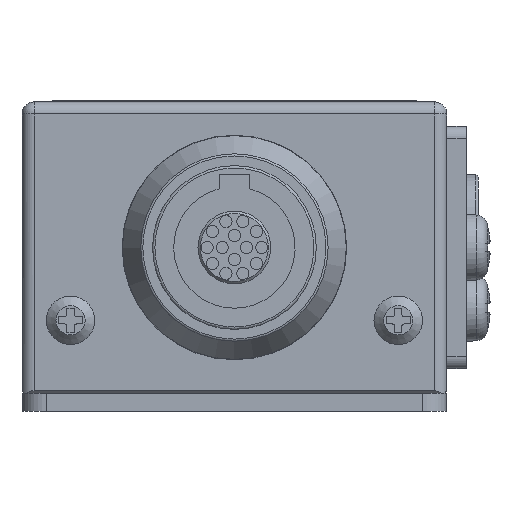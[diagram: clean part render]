
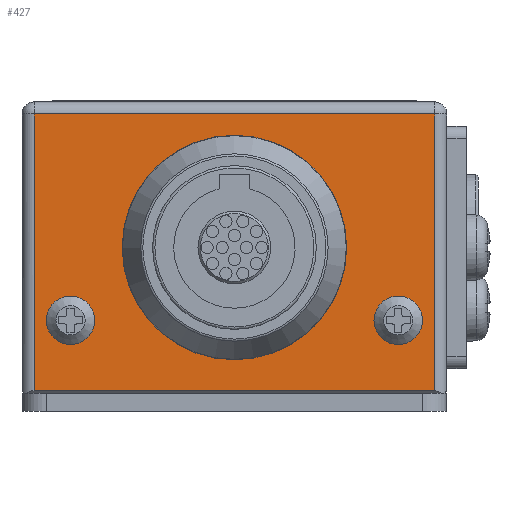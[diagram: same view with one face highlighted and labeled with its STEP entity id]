
A CAD part, left-side view. The second image highlights one B-rep face of the part: STEP entity #427.
In plain terms, the highlighted planar face has unit normal (-1, 0, 0).
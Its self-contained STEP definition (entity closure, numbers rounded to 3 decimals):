
#427 = ADVANCED_FACE( '', ( #1148, #1149, #1150, #1151 ), #1152, .F. );
#1148 = FACE_OUTER_BOUND( '', #2269, .T. );
#1149 = FACE_BOUND( '', #2270, .T. );
#1150 = FACE_BOUND( '', #2271, .T. );
#1151 = FACE_BOUND( '', #2272, .T. );
#1152 = PLANE( '', #2273 );
#2269 = EDGE_LOOP( '', ( #3562, #3563, #3564, #3565 ) );
#2270 = EDGE_LOOP( '', ( #3566 ) );
#2271 = EDGE_LOOP( '', ( #3567 ) );
#2272 = EDGE_LOOP( '', ( #3568 ) );
#2273 = AXIS2_PLACEMENT_3D( '', #3569, #3570, #3571 );
#3562 = ORIENTED_EDGE( '', *, *, #5909, .T. );
#3563 = ORIENTED_EDGE( '', *, *, #6076, .T. );
#3564 = ORIENTED_EDGE( '', *, *, #6077, .T. );
#3565 = ORIENTED_EDGE( '', *, *, #6078, .T. );
#3566 = ORIENTED_EDGE( '', *, *, #6079, .T. );
#3567 = ORIENTED_EDGE( '', *, *, #6080, .F. );
#3568 = ORIENTED_EDGE( '', *, *, #6081, .F. );
#3569 = CARTESIAN_POINT( '', ( -46., -17.5, -24. ) );
#3570 = DIRECTION( '', ( 1., 0., 0. ) );
#3571 = DIRECTION( '', ( 0., -1., 0. ) );
#5909 = EDGE_CURVE( '', #6924, #6922, #6925, .T. );
#6076 = EDGE_CURVE( '', #6922, #7214, #7215, .F. );
#6077 = EDGE_CURVE( '', #7214, #7216, #7217, .T. );
#6078 = EDGE_CURVE( '', #7216, #6924, #7218, .T. );
#6079 = EDGE_CURVE( '', #7219, #7219, #7220, .T. );
#6080 = EDGE_CURVE( '', #7221, #7221, #7222, .T. );
#6081 = EDGE_CURVE( '', #7223, #7223, #7224, .F. );
#6922 = VERTEX_POINT( '', #8413 );
#6924 = VERTEX_POINT( '', #8415 );
#6925 = LINE( '', #8416, #8417 );
#7214 = VERTEX_POINT( '', #8796 );
#7215 = LINE( '', #8797, #8798 );
#7216 = VERTEX_POINT( '', #8799 );
#7217 = LINE( '', #8800, #8801 );
#7218 = LINE( '', #8802, #8803 );
#7219 = VERTEX_POINT( '', #8804 );
#7220 = CIRCLE( '', #8805, 2. );
#7221 = VERTEX_POINT( '', #8806 );
#7222 = CIRCLE( '', #8807, 2. );
#7223 = VERTEX_POINT( '', #8808 );
#7224 = CIRCLE( '', #8809, 9.25 );
#8413 = CARTESIAN_POINT( '', ( -46., 16.5, -1. ) );
#8415 = CARTESIAN_POINT( '', ( -46., -16.5, -1. ) );
#8416 = CARTESIAN_POINT( '', ( -46., -17.5, -1. ) );
#8417 = VECTOR( '', #10353, 1000. );
#8796 = CARTESIAN_POINT( '', ( -46., 16.5, -23.8 ) );
#8797 = CARTESIAN_POINT( '', ( -46., 16.5, -24. ) );
#8798 = VECTOR( '', #10602, 1000. );
#8799 = CARTESIAN_POINT( '', ( -46., -16.5, -23.8 ) );
#8800 = CARTESIAN_POINT( '', ( -46., -17.5, -23.8 ) );
#8801 = VECTOR( '', #10603, 1000. );
#8802 = CARTESIAN_POINT( '', ( -46., -16.5, -24. ) );
#8803 = VECTOR( '', #10604, 1000. );
#8804 = CARTESIAN_POINT( '', ( -46., 13.5, -20. ) );
#8805 = AXIS2_PLACEMENT_3D( '', #10605, #10606, #10607 );
#8806 = CARTESIAN_POINT( '', ( -46., -13.5, -20. ) );
#8807 = AXIS2_PLACEMENT_3D( '', #10608, #10609, #10610 );
#8808 = CARTESIAN_POINT( '', ( -46., 0., -21.25 ) );
#8809 = AXIS2_PLACEMENT_3D( '', #10611, #10612, #10613 );
#10353 = DIRECTION( '', ( 0., 1., 0. ) );
#10602 = DIRECTION( '', ( 0., 0., 1. ) );
#10603 = DIRECTION( '', ( 0., -1., 0. ) );
#10604 = DIRECTION( '', ( 0., 0., 1. ) );
#10605 = CARTESIAN_POINT( '', ( -46., 13.5, -18. ) );
#10606 = DIRECTION( '', ( 1., 0., 0. ) );
#10607 = DIRECTION( '', ( 0., 0., -1. ) );
#10608 = CARTESIAN_POINT( '', ( -46., -13.5, -18. ) );
#10609 = DIRECTION( '', ( -1., 0., 0. ) );
#10610 = DIRECTION( '', ( 0., 0., -1. ) );
#10611 = CARTESIAN_POINT( '', ( -46., 0., -12. ) );
#10612 = DIRECTION( '', ( 1., 0., 0. ) );
#10613 = DIRECTION( '', ( 0., 0., -1. ) );
